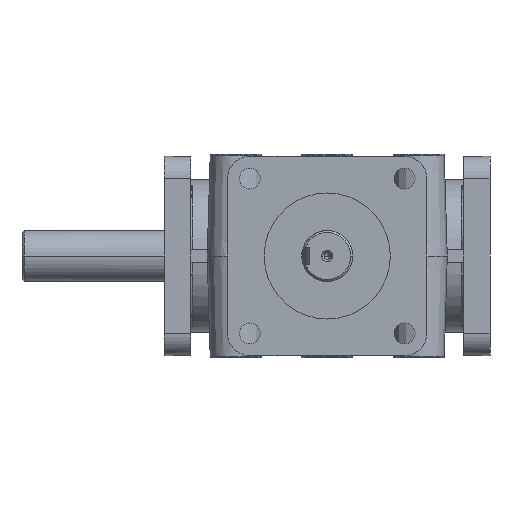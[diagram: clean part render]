
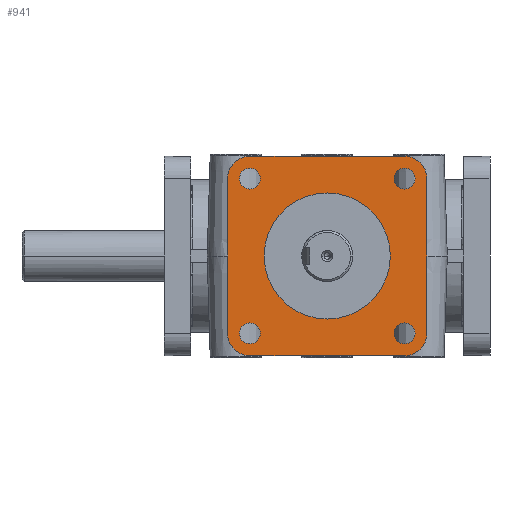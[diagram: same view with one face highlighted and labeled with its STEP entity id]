
A CAD part, front view. The second image highlights one B-rep face of the part: STEP entity #941.
In plain terms, the highlighted planar face has unit normal (0, -1, 0).
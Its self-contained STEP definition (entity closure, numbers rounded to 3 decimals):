
#941=ADVANCED_FACE('',(#2541,#2542,#2543,#2544,#2545,#2546),#2547,.F.);
#2541=FACE_OUTER_BOUND('',#5305,.T.);
#2542=FACE_BOUND('',#5306,.T.);
#2543=FACE_BOUND('',#5307,.T.);
#2544=FACE_BOUND('',#5308,.T.);
#2545=FACE_BOUND('',#5309,.T.);
#2546=FACE_BOUND('',#5310,.T.);
#2547=PLANE('',#5311);
#5305=EDGE_LOOP('',(#11118,#11119,#11120,#11121,#11122,#11123,#11124,#11125));
#5306=EDGE_LOOP('',(#11126,#11127,#11128));
#5307=EDGE_LOOP('',(#11129,#11130,#11131));
#5308=EDGE_LOOP('',(#11132,#11133,#11134));
#5309=EDGE_LOOP('',(#11135,#11136,#11137));
#5310=EDGE_LOOP('',(#11138,#11139));
#5311=AXIS2_PLACEMENT_3D('',#11140,#11141,#11142);
#11118=ORIENTED_EDGE('',*,*,#17537,.T.);
#11119=ORIENTED_EDGE('',*,*,#17538,.T.);
#11120=ORIENTED_EDGE('',*,*,#17539,.T.);
#11121=ORIENTED_EDGE('',*,*,#17038,.T.);
#11122=ORIENTED_EDGE('',*,*,#17540,.T.);
#11123=ORIENTED_EDGE('',*,*,#17541,.T.);
#11124=ORIENTED_EDGE('',*,*,#17542,.T.);
#11125=ORIENTED_EDGE('',*,*,#17543,.T.);
#11126=ORIENTED_EDGE('',*,*,#17544,.F.);
#11127=ORIENTED_EDGE('',*,*,#17545,.F.);
#11128=ORIENTED_EDGE('',*,*,#17546,.F.);
#11129=ORIENTED_EDGE('',*,*,#17547,.F.);
#11130=ORIENTED_EDGE('',*,*,#17548,.F.);
#11131=ORIENTED_EDGE('',*,*,#17549,.F.);
#11132=ORIENTED_EDGE('',*,*,#17550,.F.);
#11133=ORIENTED_EDGE('',*,*,#17551,.F.);
#11134=ORIENTED_EDGE('',*,*,#17552,.F.);
#11135=ORIENTED_EDGE('',*,*,#17553,.F.);
#11136=ORIENTED_EDGE('',*,*,#17554,.F.);
#11137=ORIENTED_EDGE('',*,*,#17555,.F.);
#11138=ORIENTED_EDGE('',*,*,#17556,.T.);
#11139=ORIENTED_EDGE('',*,*,#17557,.T.);
#11140=CARTESIAN_POINT('',(0.0,-150.0,0.0));
#11141=DIRECTION('',(0.0,1.0,0.0));
#11142=DIRECTION('',(1.0,0.0,-0.0));
#17038=EDGE_CURVE('',#19788,#19789,#19790,.T.);
#17537=EDGE_CURVE('',#20676,#20677,#20678,.T.);
#17538=EDGE_CURVE('',#20677,#20679,#20680,.T.);
#17539=EDGE_CURVE('',#20679,#19788,#20681,.T.);
#17540=EDGE_CURVE('',#19789,#20682,#20683,.T.);
#17541=EDGE_CURVE('',#20682,#20684,#20685,.T.);
#17542=EDGE_CURVE('',#20684,#20686,#20687,.T.);
#17543=EDGE_CURVE('',#20686,#20676,#20688,.T.);
#17544=EDGE_CURVE('',#20689,#20690,#20691,.T.);
#17545=EDGE_CURVE('',#20692,#20689,#20693,.T.);
#17546=EDGE_CURVE('',#20690,#20692,#20694,.T.);
#17547=EDGE_CURVE('',#20695,#20696,#20697,.T.);
#17548=EDGE_CURVE('',#20698,#20695,#20699,.T.);
#17549=EDGE_CURVE('',#20696,#20698,#20700,.T.);
#17550=EDGE_CURVE('',#20701,#20702,#20703,.T.);
#17551=EDGE_CURVE('',#20704,#20701,#20705,.T.);
#17552=EDGE_CURVE('',#20702,#20704,#20706,.T.);
#17553=EDGE_CURVE('',#20707,#20708,#20709,.T.);
#17554=EDGE_CURVE('',#20710,#20707,#20711,.T.);
#17555=EDGE_CURVE('',#20708,#20710,#20712,.T.);
#17556=EDGE_CURVE('',#20713,#20714,#20715,.T.);
#17557=EDGE_CURVE('',#20714,#20713,#20716,.T.);
#19788=VERTEX_POINT('',#23868);
#19789=VERTEX_POINT('',#23869);
#19790=LINE('',#23870,#23871);
#20676=VERTEX_POINT('',#25875);
#20677=VERTEX_POINT('',#25876);
#20678=CIRCLE('',#25877,11.0);
#20679=VERTEX_POINT('',#25878);
#20680=LINE('',#25879,#25880);
#20681=CIRCLE('',#25881,11.0);
#20682=VERTEX_POINT('',#25882);
#20683=CIRCLE('',#25883,11.0);
#20684=VERTEX_POINT('',#25884);
#20685=LINE('',#25885,#25886);
#20686=VERTEX_POINT('',#25887);
#20687=CIRCLE('',#25888,11.0);
#20688=LINE('',#25889,#25890);
#20689=VERTEX_POINT('',#25891);
#20690=VERTEX_POINT('',#25892);
#20691=CIRCLE('',#25893,5.15);
#20692=VERTEX_POINT('',#25894);
#20693=CIRCLE('',#25895,5.15);
#20694=CIRCLE('',#25896,5.15);
#20695=VERTEX_POINT('',#25897);
#20696=VERTEX_POINT('',#25898);
#20697=CIRCLE('',#25899,5.15);
#20698=VERTEX_POINT('',#25900);
#20699=CIRCLE('',#25901,5.15);
#20700=CIRCLE('',#25902,5.15);
#20701=VERTEX_POINT('',#25903);
#20702=VERTEX_POINT('',#25904);
#20703=CIRCLE('',#25905,5.15);
#20704=VERTEX_POINT('',#25906);
#20705=CIRCLE('',#25907,5.15);
#20706=CIRCLE('',#25908,5.15);
#20707=VERTEX_POINT('',#25909);
#20708=VERTEX_POINT('',#25910);
#20709=CIRCLE('',#25911,5.15);
#20710=VERTEX_POINT('',#25912);
#20711=CIRCLE('',#25913,5.15);
#20712=CIRCLE('',#25914,5.15);
#20713=VERTEX_POINT('',#25915);
#20714=VERTEX_POINT('',#25916);
#20715=CIRCLE('',#25917,31.0);
#20716=CIRCLE('',#25918,31.0);
#23868=CARTESIAN_POINT('',(49.0,-150.0,-38.0));
#23869=CARTESIAN_POINT('',(49.0,-150.0,38.0));
#23870=CARTESIAN_POINT('',(49.0,-150.0,-38.0));
#23871=VECTOR('',#33233,76.0);
#25875=CARTESIAN_POINT('',(-49.0,-150.0,-38.0));
#25876=CARTESIAN_POINT('',(-38.0,-150.0,-49.0));
#25877=AXIS2_PLACEMENT_3D('',#33771,#33772,#33773);
#25878=CARTESIAN_POINT('',(38.0,-150.0,-49.0));
#25879=CARTESIAN_POINT('',(-38.0,-150.0,-49.0));
#25880=VECTOR('',#33774,76.0);
#25881=AXIS2_PLACEMENT_3D('',#33775,#33776,#33777);
#25882=CARTESIAN_POINT('',(38.0,-150.0,49.0));
#25883=AXIS2_PLACEMENT_3D('',#33778,#33779,#33780);
#25884=CARTESIAN_POINT('',(-38.0,-150.0,49.0));
#25885=CARTESIAN_POINT('',(38.0,-150.0,49.0));
#25886=VECTOR('',#33781,76.0);
#25887=CARTESIAN_POINT('',(-49.0,-150.0,38.0));
#25888=AXIS2_PLACEMENT_3D('',#33782,#33783,#33784);
#25889=CARTESIAN_POINT('',(-49.0,-150.0,38.0));
#25890=VECTOR('',#33785,76.0);
#25891=CARTESIAN_POINT('',(43.15,-150.0,38.0));
#25892=CARTESIAN_POINT('',(38.0,-150.0,43.15));
#25893=AXIS2_PLACEMENT_3D('',#33786,#33787,#33788);
#25894=CARTESIAN_POINT('',(38.0,-150.0,32.85));
#25895=AXIS2_PLACEMENT_3D('',#33789,#33790,#33791);
#25896=AXIS2_PLACEMENT_3D('',#33792,#33793,#33794);
#25897=CARTESIAN_POINT('',(43.15,-150.0,-38.0));
#25898=CARTESIAN_POINT('',(38.0,-150.0,-32.85));
#25899=AXIS2_PLACEMENT_3D('',#33795,#33796,#33797);
#25900=CARTESIAN_POINT('',(38.0,-150.0,-43.15));
#25901=AXIS2_PLACEMENT_3D('',#33798,#33799,#33800);
#25902=AXIS2_PLACEMENT_3D('',#33801,#33802,#33803);
#25903=CARTESIAN_POINT('',(-32.85,-150.0,-38.0));
#25904=CARTESIAN_POINT('',(-38.0,-150.0,-32.85));
#25905=AXIS2_PLACEMENT_3D('',#33804,#33805,#33806);
#25906=CARTESIAN_POINT('',(-38.0,-150.0,-43.15));
#25907=AXIS2_PLACEMENT_3D('',#33807,#33808,#33809);
#25908=AXIS2_PLACEMENT_3D('',#33810,#33811,#33812);
#25909=CARTESIAN_POINT('',(-32.85,-150.0,38.0));
#25910=CARTESIAN_POINT('',(-38.0,-150.0,43.15));
#25911=AXIS2_PLACEMENT_3D('',#33813,#33814,#33815);
#25912=CARTESIAN_POINT('',(-38.0,-150.0,32.85));
#25913=AXIS2_PLACEMENT_3D('',#33816,#33817,#33818);
#25914=AXIS2_PLACEMENT_3D('',#33819,#33820,#33821);
#25915=CARTESIAN_POINT('',(0.,-150.0,31.0));
#25916=CARTESIAN_POINT('',(0.,-150.0,-31.0));
#25917=AXIS2_PLACEMENT_3D('',#33822,#33823,#33824);
#25918=AXIS2_PLACEMENT_3D('',#33825,#33826,#33827);
#33233=DIRECTION('',(0.0,0.0,1.0));
#33771=CARTESIAN_POINT('',(-38.0,-150.0,-38.0));
#33772=DIRECTION('',(0.0,-1.0,0.0));
#33773=DIRECTION('',(1.0,0.0,0.0));
#33774=DIRECTION('',(1.0,0.0,0.0));
#33775=CARTESIAN_POINT('',(38.0,-150.0,-38.0));
#33776=DIRECTION('',(0.0,-1.0,0.0));
#33777=DIRECTION('',(-1.0,0.0,0.0));
#33778=CARTESIAN_POINT('',(38.0,-150.0,38.0));
#33779=DIRECTION('',(0.0,-1.0,0.0));
#33780=DIRECTION('',(1.0,0.0,0.0));
#33781=DIRECTION('',(-1.0,0.0,0.0));
#33782=CARTESIAN_POINT('',(-38.0,-150.0,38.0));
#33783=DIRECTION('',(0.0,-1.0,0.0));
#33784=DIRECTION('',(1.0,0.0,0.0));
#33785=DIRECTION('',(0.0,0.0,-1.0));
#33786=CARTESIAN_POINT('',(38.0,-150.0,38.0));
#33787=DIRECTION('',(0.0,-1.0,0.0));
#33788=DIRECTION('',(1.0,0.0,0.0));
#33789=CARTESIAN_POINT('',(38.0,-150.0,38.0));
#33790=DIRECTION('',(0.0,-1.0,0.0));
#33791=DIRECTION('',(1.0,0.0,0.0));
#33792=CARTESIAN_POINT('',(38.0,-150.0,38.0));
#33793=DIRECTION('',(0.0,-1.0,0.0));
#33794=DIRECTION('',(1.0,0.0,0.0));
#33795=CARTESIAN_POINT('',(38.0,-150.0,-38.0));
#33796=DIRECTION('',(0.0,-1.0,0.0));
#33797=DIRECTION('',(1.0,0.0,0.0));
#33798=CARTESIAN_POINT('',(38.0,-150.0,-38.0));
#33799=DIRECTION('',(0.0,-1.0,0.0));
#33800=DIRECTION('',(1.0,0.0,0.0));
#33801=CARTESIAN_POINT('',(38.0,-150.0,-38.0));
#33802=DIRECTION('',(0.0,-1.0,0.0));
#33803=DIRECTION('',(1.0,0.0,0.0));
#33804=CARTESIAN_POINT('',(-38.0,-150.0,-38.0));
#33805=DIRECTION('',(0.0,-1.0,0.0));
#33806=DIRECTION('',(1.0,0.0,0.0));
#33807=CARTESIAN_POINT('',(-38.0,-150.0,-38.0));
#33808=DIRECTION('',(0.0,-1.0,0.0));
#33809=DIRECTION('',(1.0,0.0,0.0));
#33810=CARTESIAN_POINT('',(-38.0,-150.0,-38.0));
#33811=DIRECTION('',(0.0,-1.0,0.0));
#33812=DIRECTION('',(1.0,0.0,0.0));
#33813=CARTESIAN_POINT('',(-38.0,-150.0,38.0));
#33814=DIRECTION('',(0.0,-1.0,0.0));
#33815=DIRECTION('',(1.0,0.0,0.0));
#33816=CARTESIAN_POINT('',(-38.0,-150.0,38.0));
#33817=DIRECTION('',(0.0,-1.0,0.0));
#33818=DIRECTION('',(1.0,0.0,0.0));
#33819=CARTESIAN_POINT('',(-38.0,-150.0,38.0));
#33820=DIRECTION('',(0.0,-1.0,0.0));
#33821=DIRECTION('',(1.0,0.0,0.0));
#33822=CARTESIAN_POINT('',(0.,-150.0,0.0));
#33823=DIRECTION('',(0.0,1.0,0.0));
#33824=DIRECTION('',(0.0,0.0,1.0));
#33825=CARTESIAN_POINT('',(0.,-150.0,0.0));
#33826=DIRECTION('',(0.0,1.0,0.0));
#33827=DIRECTION('',(0.0,0.0,1.0));
